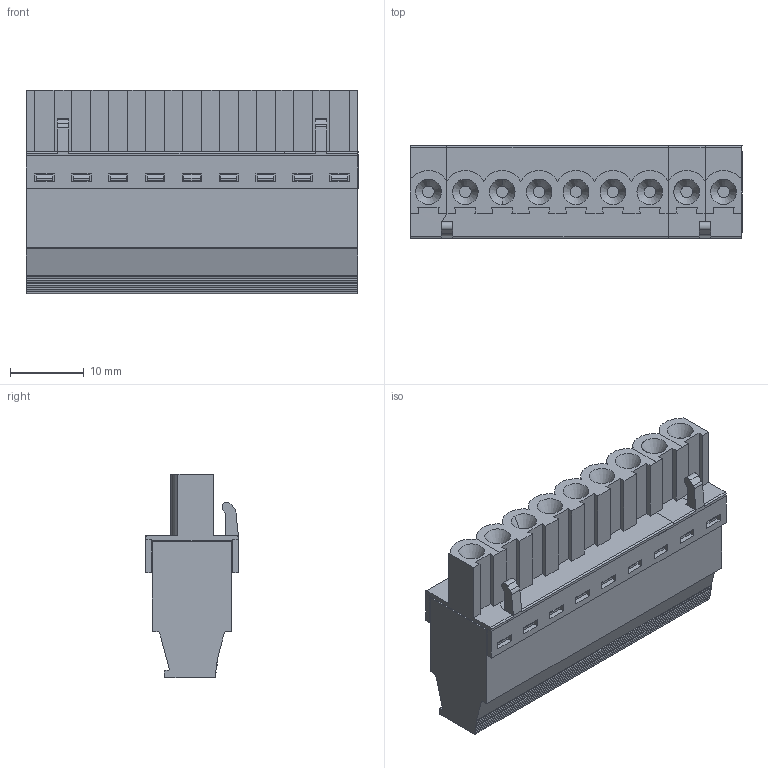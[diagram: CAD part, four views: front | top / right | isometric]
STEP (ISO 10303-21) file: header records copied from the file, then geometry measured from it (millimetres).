
FILE_DESCRIPTION(('STEP AP214'),'1');
FILE_NAME('SV09-5-P.stp','2020-03-24T10:44:34',(' '),(' '),'Spatial InterOp 3D',' ',' ');
FILE_SCHEMA(('AUTOMOTIVE_DESIGN { 1 0 10303 214 1 1 1 1 }'));
Length unit declared in the file: metre
Products named in the file (1): 1
Bounding box: 45 x 12.59 x 27.6 mm (x, y, z)
Volume: 10127.1 mm3; surface area: 5646.3 mm2
Topology: 1 solids, 1 shells, 582 faces, 1476 edges, 977 vertices
Faces by surface type: plane 465, cylinder 98, cone 19
Full cylindrical faces by diameter (mm): 1.588 x8, 2.6 x9, 2.829 x9, 3.474 x1, 3.8 x9, 3.97 x9
Entity records: 21301 total; most frequent: CARTESIAN_POINT 3019, ORIENTED_EDGE 2724, DIRECTION 2717, EDGE_CURVE 1362, LINE 1111, VECTOR 1111, VERTEX_POINT 925, AXIS2_PLACEMENT_3D 803
